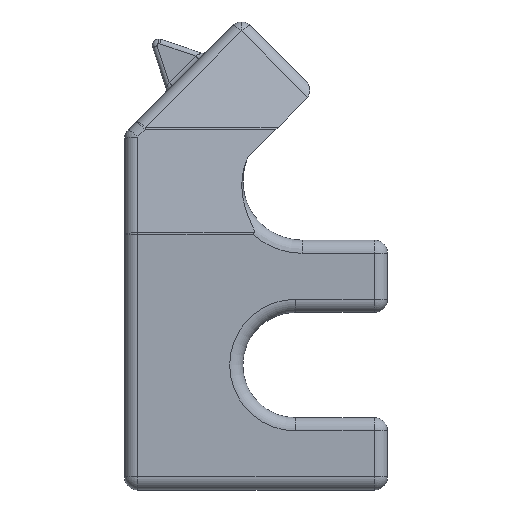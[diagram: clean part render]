
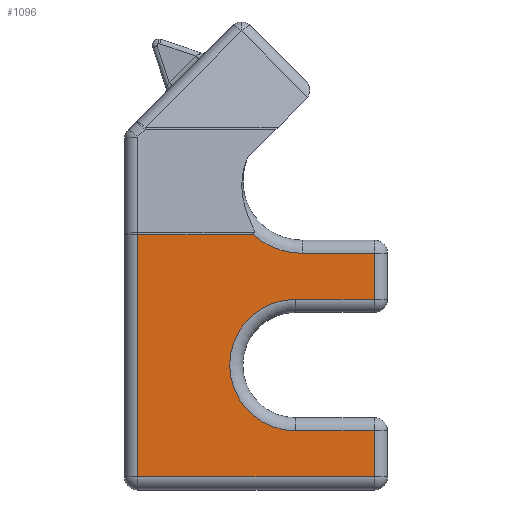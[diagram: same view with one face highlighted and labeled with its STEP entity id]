
A CAD part, left-side view. The second image highlights one B-rep face of the part: STEP entity #1096.
In plain terms, the highlighted planar face has unit normal (-1, 0, 0).
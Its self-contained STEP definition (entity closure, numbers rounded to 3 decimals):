
#9 = AXIS2_PLACEMENT_3D ( 'NONE', #2860, #1939, #2945 ) ;
#17 = CARTESIAN_POINT ( 'NONE',  ( -125., 380., 388.447 ) ) ;
#19 = CARTESIAN_POINT ( 'NONE',  ( -125., 130., 360. ) ) ;
#97 = EDGE_CURVE ( 'NONE', #1642, #2730, #2687, .T. ) ;
#176 = VERTEX_POINT ( 'NONE', #1201 ) ;
#233 = DIRECTION ( 'NONE',  ( 0., 1., 0. ) ) ;
#313 = LINE ( 'NONE', #19, #849 ) ;
#323 = DIRECTION ( 'NONE',  ( 0., 0., 1. ) ) ;
#422 = CARTESIAN_POINT ( 'NONE',  ( -125., 380., 20. ) ) ;
#543 = ORIENTED_EDGE ( 'NONE', *, *, #1609, .T. ) ;
#591 = LINE ( 'NONE', #791, #2965 ) ;
#638 = CARTESIAN_POINT ( 'NONE',  ( -125., 20., 290. ) ) ;
#694 = EDGE_CURVE ( 'NONE', #176, #1642, #313, .T. ) ;
#773 = ORIENTED_EDGE ( 'NONE', *, *, #694, .T. ) ;
#774 = CARTESIAN_POINT ( 'NONE',  ( -125., 380., 20. ) ) ;
#779 = EDGE_CURVE ( 'NONE', #2425, #1221, #2801, .T. ) ;
#791 = CARTESIAN_POINT ( 'NONE',  ( -125., 20., 380. ) ) ;
#808 = ORIENTED_EDGE ( 'NONE', *, *, #1627, .T. ) ;
#849 = VECTOR ( 'NONE', #2050, 1000. ) ;
#891 = AXIS2_PLACEMENT_3D ( 'NONE', #2961, #894, #1589 ) ;
#894 = DIRECTION ( 'NONE',  ( 1., 0., 0. ) ) ;
#1042 = CARTESIAN_POINT ( 'NONE',  ( -125., 20., 110. ) ) ;
#1060 = LINE ( 'NONE', #2187, #2151 ) ;
#1096 = ADVANCED_FACE ( 'NONE', ( #2559 ), #2202, .T. ) ;
#1131 = CARTESIAN_POINT ( 'NONE',  ( -125., 203.818, 388.447 ) ) ;
#1152 = ORIENTED_EDGE ( 'NONE', *, *, #97, .T. ) ;
#1160 = LINE ( 'NONE', #2305, #2822 ) ;
#1201 = CARTESIAN_POINT ( 'NONE',  ( -125., 20., 360. ) ) ;
#1220 = VERTEX_POINT ( 'NONE', #2350 ) ;
#1221 = VERTEX_POINT ( 'NONE', #774 ) ;
#1287 = VERTEX_POINT ( 'NONE', #2375 ) ;
#1301 = EDGE_CURVE ( 'NONE', #1220, #2509, #2505, .T. ) ;
#1446 = ORIENTED_EDGE ( 'NONE', *, *, #779, .T. ) ;
#1527 = EDGE_LOOP ( 'NONE', ( #773, #1152, #808, #1446, #2725, #2718, #543, #2299, #2678, #2230 ) ) ;
#1538 = CIRCLE ( 'NONE', #2057, 100. ) ;
#1586 = DIRECTION ( 'NONE',  ( 0., 0., -1. ) ) ;
#1589 = DIRECTION ( 'NONE',  ( 0., 0., 1. ) ) ;
#1609 = EDGE_CURVE ( 'NONE', #2327, #2054, #1160, .T. ) ;
#1624 = DIRECTION ( 'NONE',  ( 0., 1., 0. ) ) ;
#1627 = EDGE_CURVE ( 'NONE', #2730, #2425, #2274, .T. ) ;
#1642 = VERTEX_POINT ( 'NONE', #1844 ) ;
#1648 = CARTESIAN_POINT ( 'NONE',  ( -125., 140., 190. ) ) ;
#1672 = DIRECTION ( 'NONE',  ( 1., 0., 0. ) ) ;
#1753 = DIRECTION ( 'NONE',  ( 0., 0., 1. ) ) ;
#1797 = CARTESIAN_POINT ( 'NONE',  ( -125., 380., 388.447 ) ) ;
#1844 = CARTESIAN_POINT ( 'NONE',  ( -125., 130., 360. ) ) ;
#1858 = EDGE_CURVE ( 'NONE', #2509, #176, #591, .T. ) ;
#1882 = DIRECTION ( 'NONE',  ( 0., 0., 1. ) ) ;
#1888 = CARTESIAN_POINT ( 'NONE',  ( -125., 140., 90. ) ) ;
#1904 = DIRECTION ( 'NONE',  ( 0., -1., 0. ) ) ;
#1930 = DIRECTION ( 'NONE',  ( 0., -1., 0. ) ) ;
#1939 = DIRECTION ( 'NONE',  ( -1., 0., 0. ) ) ;
#1990 = CARTESIAN_POINT ( 'NONE',  ( -125., 20., 90. ) ) ;
#2043 = LINE ( 'NONE', #1042, #2220 ) ;
#2050 = DIRECTION ( 'NONE',  ( 0., 1., 0. ) ) ;
#2054 = VERTEX_POINT ( 'NONE', #1888 ) ;
#2057 = AXIS2_PLACEMENT_3D ( 'NONE', #1648, #1672, #1882 ) ;
#2142 = EDGE_CURVE ( 'NONE', #1221, #1287, #1060, .T. ) ;
#2151 = VECTOR ( 'NONE', #1930, 1000. ) ;
#2157 = CARTESIAN_POINT ( 'NONE',  ( -125., 0., 290. ) ) ;
#2187 = CARTESIAN_POINT ( 'NONE',  ( -125., 0., 20. ) ) ;
#2202 = PLANE ( 'NONE',  #9 ) ;
#2220 = VECTOR ( 'NONE', #1753, 1000. ) ;
#2230 = ORIENTED_EDGE ( 'NONE', *, *, #1858, .T. ) ;
#2242 = EDGE_CURVE ( 'NONE', #1287, #2327, #2043, .T. ) ;
#2254 = VECTOR ( 'NONE', #1586, 1000. ) ;
#2274 = LINE ( 'NONE', #17, #2537 ) ;
#2299 = ORIENTED_EDGE ( 'NONE', *, *, #2825, .T. ) ;
#2305 = CARTESIAN_POINT ( 'NONE',  ( -125., 140., 90. ) ) ;
#2327 = VERTEX_POINT ( 'NONE', #1990 ) ;
#2350 = CARTESIAN_POINT ( 'NONE',  ( -125., 140., 290. ) ) ;
#2375 = CARTESIAN_POINT ( 'NONE',  ( -125., 20., 20. ) ) ;
#2425 = VERTEX_POINT ( 'NONE', #1797 ) ;
#2505 = LINE ( 'NONE', #2157, #2677 ) ;
#2509 = VERTEX_POINT ( 'NONE', #638 ) ;
#2537 = VECTOR ( 'NONE', #1624, 1000. ) ;
#2559 = FACE_OUTER_BOUND ( 'NONE', #1527, .T. ) ;
#2677 = VECTOR ( 'NONE', #1904, 1000. ) ;
#2678 = ORIENTED_EDGE ( 'NONE', *, *, #1301, .T. ) ;
#2687 = CIRCLE ( 'NONE', #891, 110. ) ;
#2718 = ORIENTED_EDGE ( 'NONE', *, *, #2242, .T. ) ;
#2725 = ORIENTED_EDGE ( 'NONE', *, *, #2142, .T. ) ;
#2730 = VERTEX_POINT ( 'NONE', #1131 ) ;
#2801 = LINE ( 'NONE', #422, #2254 ) ;
#2822 = VECTOR ( 'NONE', #233, 1000. ) ;
#2825 = EDGE_CURVE ( 'NONE', #2054, #1220, #1538, .T. ) ;
#2860 = CARTESIAN_POINT ( 'NONE',  ( -125., 380., 20. ) ) ;
#2945 = DIRECTION ( 'NONE',  ( 0., 0., 1. ) ) ;
#2961 = CARTESIAN_POINT ( 'NONE',  ( -125., 130., 470. ) ) ;
#2965 = VECTOR ( 'NONE', #323, 1000. ) ;
